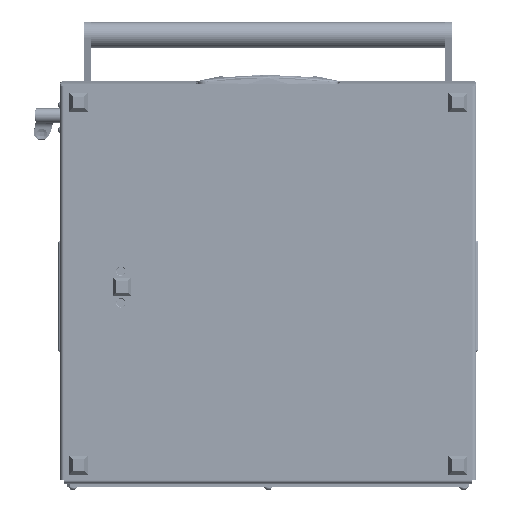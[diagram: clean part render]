
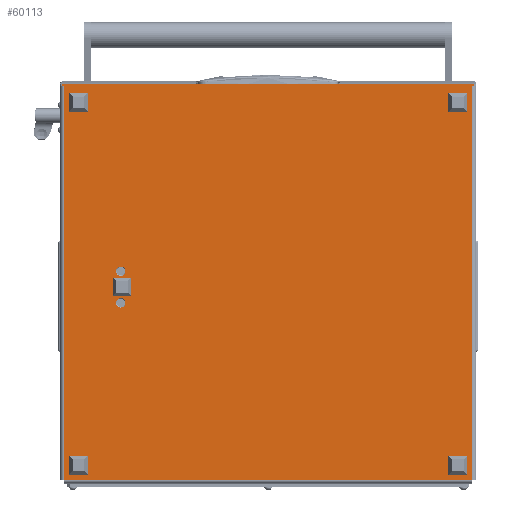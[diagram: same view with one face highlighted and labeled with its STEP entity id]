
A CAD part, front view. The second image highlights one B-rep face of the part: STEP entity #60113.
In plain terms, the highlighted face is planar.
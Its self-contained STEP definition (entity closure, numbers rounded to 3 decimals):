
#3187 = EDGE_CURVE ( 'NONE', #102523, #8780, #85511, .T. ) ;
#3723 = CARTESIAN_POINT ( 'NONE',  ( -2., 454., 0. ) ) ;
#4315 = AXIS2_PLACEMENT_3D ( 'NONE', #72830, #63275, #5499 ) ;
#5499 = DIRECTION ( 'NONE',  ( -1., 0., 0. ) ) ;
#5827 = CARTESIAN_POINT ( 'NONE',  ( 0., 452., 0. ) ) ;
#8780 = VERTEX_POINT ( 'NONE', #10086 ) ;
#9960 = LINE ( 'NONE', #115942, #81399 ) ;
#10086 = CARTESIAN_POINT ( 'NONE',  ( 0., 454., 0. ) ) ;
#10380 = EDGE_CURVE ( 'NONE', #114426, #24507, #64195, .T. ) ;
#10784 = ORIENTED_EDGE ( 'NONE', *, *, #93189, .F. ) ;
#10933 = EDGE_CURVE ( 'NONE', #112447, #117215, #36503, .T. ) ;
#11537 = CARTESIAN_POINT ( 'NONE',  ( 240., 389., 0. ) ) ;
#13461 = FACE_BOUND ( 'NONE', #124105, .T. ) ;
#13940 = DIRECTION ( 'NONE',  ( -1., 0., 0. ) ) ;
#17398 = EDGE_CURVE ( 'NONE', #42337, #24507, #114132, .T. ) ;
#17991 = ORIENTED_EDGE ( 'NONE', *, *, #49698, .T. ) ;
#18518 = VECTOR ( 'NONE', #13940, 1000. ) ;
#19274 = CARTESIAN_POINT ( 'NONE',  ( 0., -2., 0. ) ) ;
#19468 = ORIENTED_EDGE ( 'NONE', *, *, #3187, .T. ) ;
#22240 = CIRCLE ( 'NONE', #30406, 5.2 ) ;
#23109 = CARTESIAN_POINT ( 'NONE',  ( 0., 0., 0. ) ) ;
#23371 = DIRECTION ( 'NONE',  ( -1., 0., 0. ) ) ;
#23999 = DIRECTION ( 'NONE',  ( -1., 0., 0. ) ) ;
#24300 = VECTOR ( 'NONE', #63052, 1000. ) ;
#24507 = VERTEX_POINT ( 'NONE', #79113 ) ;
#30406 = AXIS2_PLACEMENT_3D ( 'NONE', #52556, #80498, #23371 ) ;
#31978 = LINE ( 'NONE', #117590, #98560 ) ;
#32537 = DIRECTION ( 'NONE',  ( 0., 0., -1. ) ) ;
#33047 = LINE ( 'NONE', #100917, #18518 ) ;
#36503 = CIRCLE ( 'NONE', #56811, 5.2 ) ;
#39895 = EDGE_CURVE ( 'NONE', #117215, #112447, #74600, .T. ) ;
#42173 = ORIENTED_EDGE ( 'NONE', *, *, #47221, .T. ) ;
#42337 = VERTEX_POINT ( 'NONE', #23109 ) ;
#42749 = CIRCLE ( 'NONE', #4315, 5.2 ) ;
#44133 = AXIS2_PLACEMENT_3D ( 'NONE', #122883, #110893, #23999 ) ;
#47221 = EDGE_CURVE ( 'NONE', #70799, #102523, #83142, .T. ) ;
#49257 = AXIS2_PLACEMENT_3D ( 'NONE', #5827, #120671, #52222 ) ;
#49698 = EDGE_CURVE ( 'NONE', #71700, #70799, #31978, .T. ) ;
#52222 = DIRECTION ( 'NONE',  ( -1., 0., 0. ) ) ;
#52556 = CARTESIAN_POINT ( 'NONE',  ( 205., 389., 0. ) ) ;
#53806 = DIRECTION ( 'NONE',  ( 1., 0., 0. ) ) ;
#55792 = DIRECTION ( 'NONE',  ( 0., 1., 0. ) ) ;
#56443 = DIRECTION ( 'NONE',  ( 1., 0., 0. ) ) ;
#56811 = AXIS2_PLACEMENT_3D ( 'NONE', #11537, #32537, #59790 ) ;
#56848 = ORIENTED_EDGE ( 'NONE', *, *, #39895, .F. ) ;
#58855 = VECTOR ( 'NONE', #56443, 1000. ) ;
#59671 = VERTEX_POINT ( 'NONE', #123490 ) ;
#59790 = DIRECTION ( 'NONE',  ( -1., 0., 0. ) ) ;
#60061 = ORIENTED_EDGE ( 'NONE', *, *, #120228, .F. ) ;
#60113 = ADVANCED_FACE ( 'NONE', ( #63598, #13461, #72517 ), #64222, .T. ) ;
#63052 = DIRECTION ( 'NONE',  ( 0., 1., 0. ) ) ;
#63099 = CARTESIAN_POINT ( 'NONE',  ( 245.2, 389., 0. ) ) ;
#63275 = DIRECTION ( 'NONE',  ( 0., 0., -1. ) ) ;
#63598 = FACE_BOUND ( 'NONE', #105615, .T. ) ;
#63933 = EDGE_LOOP ( 'NONE', ( #125020, #17991, #42173, #19468, #66228, #10784, #103093, #83740 ) ) ;
#64195 = LINE ( 'NONE', #113664, #86932 ) ;
#64222 = PLANE ( 'NONE',  #49257 ) ;
#65950 = CARTESIAN_POINT ( 'NONE',  ( 0., 0., 0. ) ) ;
#66228 = ORIENTED_EDGE ( 'NONE', *, *, #81954, .F. ) ;
#66412 = CARTESIAN_POINT ( 'NONE',  ( 210.2, 389., 0. ) ) ;
#67132 = DIRECTION ( 'NONE',  ( 0., 1., 0. ) ) ;
#67908 = VERTEX_POINT ( 'NONE', #66412 ) ;
#70720 = VECTOR ( 'NONE', #55792, 1000. ) ;
#70799 = VERTEX_POINT ( 'NONE', #108070 ) ;
#71700 = VERTEX_POINT ( 'NONE', #19274 ) ;
#72517 = FACE_OUTER_BOUND ( 'NONE', #63933, .T. ) ;
#72830 = CARTESIAN_POINT ( 'NONE',  ( 205., 389., 0. ) ) ;
#74101 = CARTESIAN_POINT ( 'NONE',  ( 0., 454., 0. ) ) ;
#74600 = CIRCLE ( 'NONE', #44133, 5.2 ) ;
#79113 = CARTESIAN_POINT ( 'NONE',  ( 436., 0., 0. ) ) ;
#80498 = DIRECTION ( 'NONE',  ( 0., 0., -1. ) ) ;
#81399 = VECTOR ( 'NONE', #67132, 1000. ) ;
#81954 = EDGE_CURVE ( 'NONE', #59671, #8780, #121379, .T. ) ;
#83142 = LINE ( 'NONE', #83753, #70720 ) ;
#83740 = ORIENTED_EDGE ( 'NONE', *, *, #17398, .F. ) ;
#83753 = CARTESIAN_POINT ( 'NONE',  ( -2., -4., 0. ) ) ;
#85511 = LINE ( 'NONE', #74101, #103933 ) ;
#86932 = VECTOR ( 'NONE', #93397, 1000. ) ;
#89709 = DIRECTION ( 'NONE',  ( -1., 0., 0. ) ) ;
#93189 = EDGE_CURVE ( 'NONE', #114426, #59671, #33047, .T. ) ;
#93397 = DIRECTION ( 'NONE',  ( 0., -1., 0. ) ) ;
#98560 = VECTOR ( 'NONE', #89709, 1000. ) ;
#100305 = CARTESIAN_POINT ( 'NONE',  ( 199.8, 389., 0. ) ) ;
#100917 = CARTESIAN_POINT ( 'NONE',  ( 0., 452., 0. ) ) ;
#101680 = CARTESIAN_POINT ( 'NONE',  ( 234.8, 389., 0. ) ) ;
#102523 = VERTEX_POINT ( 'NONE', #3723 ) ;
#103093 = ORIENTED_EDGE ( 'NONE', *, *, #10380, .T. ) ;
#103933 = VECTOR ( 'NONE', #53806, 1000. ) ;
#105615 = EDGE_LOOP ( 'NONE', ( #60061, #107807 ) ) ;
#106729 = EDGE_CURVE ( 'NONE', #67908, #119876, #42749, .T. ) ;
#107807 = ORIENTED_EDGE ( 'NONE', *, *, #106729, .F. ) ;
#108070 = CARTESIAN_POINT ( 'NONE',  ( -2., -2., 0. ) ) ;
#110040 = CARTESIAN_POINT ( 'NONE',  ( 0., -4., 0. ) ) ;
#110893 = DIRECTION ( 'NONE',  ( 0., 0., -1. ) ) ;
#112447 = VERTEX_POINT ( 'NONE', #63099 ) ;
#113664 = CARTESIAN_POINT ( 'NONE',  ( 436., 452., 0. ) ) ;
#114132 = LINE ( 'NONE', #65950, #58855 ) ;
#114426 = VERTEX_POINT ( 'NONE', #120729 ) ;
#115942 = CARTESIAN_POINT ( 'NONE',  ( 0., -4., 0. ) ) ;
#117215 = VERTEX_POINT ( 'NONE', #101680 ) ;
#117590 = CARTESIAN_POINT ( 'NONE',  ( 0., -2., 0. ) ) ;
#119850 = ORIENTED_EDGE ( 'NONE', *, *, #10933, .F. ) ;
#119876 = VERTEX_POINT ( 'NONE', #100305 ) ;
#120228 = EDGE_CURVE ( 'NONE', #119876, #67908, #22240, .T. ) ;
#120671 = DIRECTION ( 'NONE',  ( 0., 0., -1. ) ) ;
#120729 = CARTESIAN_POINT ( 'NONE',  ( 436., 452., 0. ) ) ;
#121379 = LINE ( 'NONE', #110040, #24300 ) ;
#122883 = CARTESIAN_POINT ( 'NONE',  ( 240., 389., 0. ) ) ;
#123122 = EDGE_CURVE ( 'NONE', #71700, #42337, #9960, .T. ) ;
#123490 = CARTESIAN_POINT ( 'NONE',  ( 0., 452., 0. ) ) ;
#124105 = EDGE_LOOP ( 'NONE', ( #56848, #119850 ) ) ;
#125020 = ORIENTED_EDGE ( 'NONE', *, *, #123122, .F. ) ;
